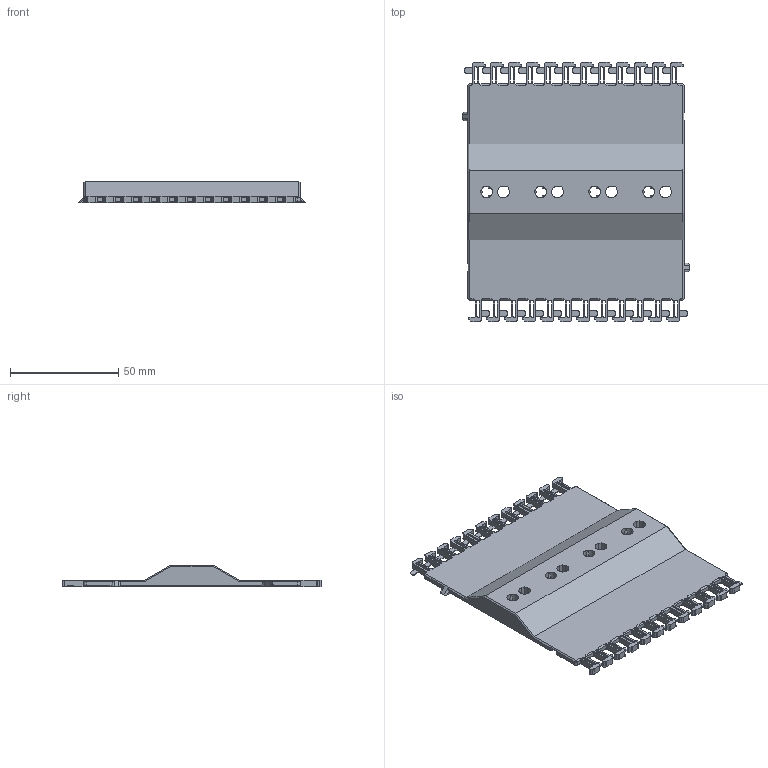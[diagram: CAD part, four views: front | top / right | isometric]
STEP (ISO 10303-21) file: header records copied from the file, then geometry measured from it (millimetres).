
FILE_DESCRIPTION(('FreeCAD Model'),'2;1');
FILE_NAME('Open CASCADE Shape Model','2025-04-22T17:23:10',(''),(''), 'Open CASCADE STEP processor 7.8','FreeCAD','Unknown');
FILE_SCHEMA(('AUTOMOTIVE_DESIGN { 1 0 10303 214 1 1 1 1 }'));
Length unit declared in the file: millimetre
Products named in the file (1): Comb
Bounding box: 104.8 x 120 x 10 mm (x, y, z)
Volume: 50688.6 mm3; surface area: 28086.2 mm2
Topology: 1 solids, 1 shells, 862 faces, 2534 edges, 1676 vertices
Faces by surface type: plane 512, cylinder 312, extrusion 24, cone 12, bspline 2
Full cylindrical faces by diameter (mm): 5.4 x4
Entity records: 30659 total; most frequent: CARTESIAN_POINT 6826, ORIENTED_EDGE 5068, DIRECTION 5012, EDGE_CURVE 2534, VECTOR 1746, LINE 1722, VERTEX_POINT 1676, AXIS2_PLACEMENT_3D 1633
